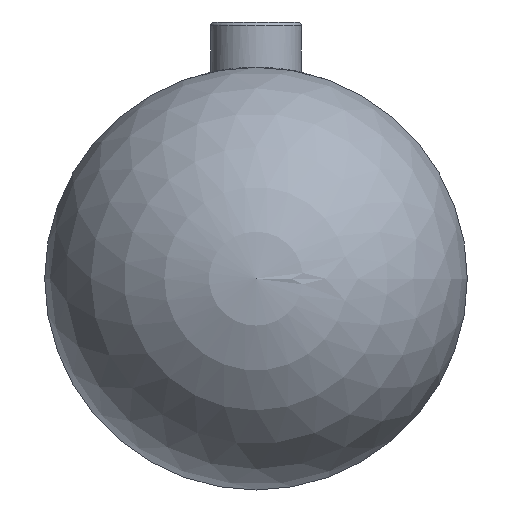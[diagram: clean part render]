
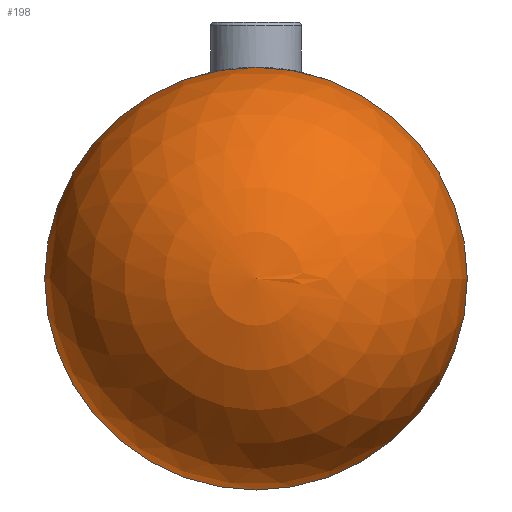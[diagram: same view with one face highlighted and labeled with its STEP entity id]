
A CAD part, front view. The second image highlights one B-rep face of the part: STEP entity #198.
In plain terms, the highlighted spherical face has radius 14 mm.
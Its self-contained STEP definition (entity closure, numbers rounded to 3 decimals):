
#4 = DIRECTION ( 'NONE',  ( 0., 1., 0. ) ) ;
#10 = DIRECTION ( 'NONE',  ( 1., 0., 0. ) ) ;
#15 = DIRECTION ( 'NONE',  ( 0., 0., -1. ) ) ;
#68 = DIRECTION ( 'NONE',  ( 0., 0., -1. ) ) ;
#87 = DIRECTION ( 'NONE',  ( 0., 1., 0. ) ) ;
#93 = CARTESIAN_POINT ( 'NONE',  ( 0., 14., 0. ) ) ;
#167 = FACE_OUTER_BOUND ( 'NONE', #395, .T. ) ;
#171 = SPHERICAL_SURFACE ( 'NONE', #268, 14. ) ;
#172 = CARTESIAN_POINT ( 'NONE',  ( 0., 14., 0. ) ) ;
#174 = DIRECTION ( 'NONE',  ( 0., 1., 0. ) ) ;
#175 = CARTESIAN_POINT ( 'NONE',  ( 0., 14., 0. ) ) ;
#180 = EDGE_CURVE ( 'NONE', #364, #361, #272, .T. ) ;
#197 = EDGE_CURVE ( 'NONE', #361, #364, #254, .T. ) ;
#198 = ADVANCED_FACE ( 'NONE', ( #167 ), #171, .T. ) ;
#240 = AXIS2_PLACEMENT_3D ( 'NONE', #93, #87, #68 ) ;
#254 = CIRCLE ( 'NONE', #267, 14. ) ;
#267 = AXIS2_PLACEMENT_3D ( 'NONE', #172, #174, #15 ) ;
#268 = AXIS2_PLACEMENT_3D ( 'NONE', #175, #4, #10 ) ;
#272 = CIRCLE ( 'NONE', #240, 14. ) ;
#318 = CARTESIAN_POINT ( 'NONE',  ( 0., 14., 14. ) ) ;
#323 = CARTESIAN_POINT ( 'NONE',  ( 0., 14., -14. ) ) ;
#361 = VERTEX_POINT ( 'NONE', #318 ) ;
#364 = VERTEX_POINT ( 'NONE', #323 ) ;
#380 = ORIENTED_EDGE ( 'NONE', *, *, #197, .F. ) ;
#386 = ORIENTED_EDGE ( 'NONE', *, *, #180, .F. ) ;
#395 = EDGE_LOOP ( 'NONE', ( #386, #380 ) ) ;
